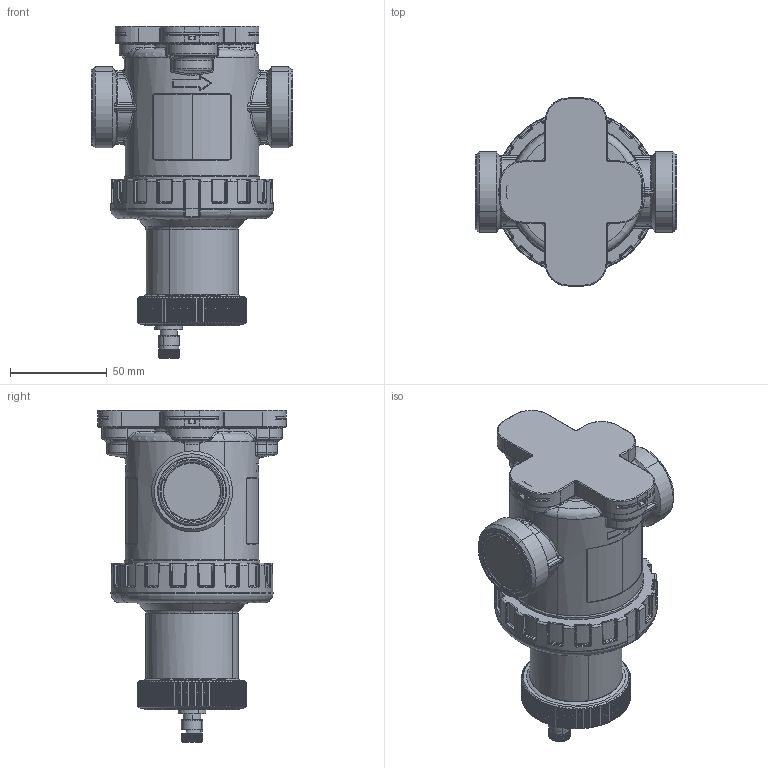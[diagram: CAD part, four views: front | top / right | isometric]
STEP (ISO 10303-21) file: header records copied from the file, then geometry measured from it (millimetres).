
FILE_DESCRIPTION(('CATIA V5 STEP Exchange','CAx-IF Rec.Pracs.--- Model Styling and Organization---1.4--- 2014-01-23','CAx-IF Rec.Pracs.---3D Tessellated Data Validation Properties---0.5---2014-09-14'),'2;1');
FILE_NAME('STEP_551810_CST_-_TST.stp','2021-06-08T07:33:48+00:00',('none'),('none'),'CATIA Version 5-6 Release 2019 SP3','CATIA V5 STEP AP242 v1','none');
FILE_SCHEMA(('AP242_MANAGED_MODEL_BASED_3D_ENGINEERING_MIM_LF {1 0 10303 442 1 1 4}'));
Products named in the file (1): 551810 CST - TST
Bounding box: 104 x 97 x 171.2 mm (x, y, z)
Volume: 563330.3 mm3; surface area: 56176.2 mm2
Topology: 1 solids, 6 shells, 2066 faces, 5267 edges, 3126 vertices
Faces by surface type: cylinder 710, plane 504, bspline 437, torus 249, sphere 99, cone 67
Entity records: 84791 total; most frequent: CARTESIAN_POINT 43336, ORIENTED_EDGE 10324, DIRECTION 5478, EDGE_CURVE 5162, VERTEX_POINT 3126, AXIS2_PLACEMENT_3D 2636, B_SPLINE_CURVE_WITH_KNOTS 2434, EDGE_LOOP 2092
